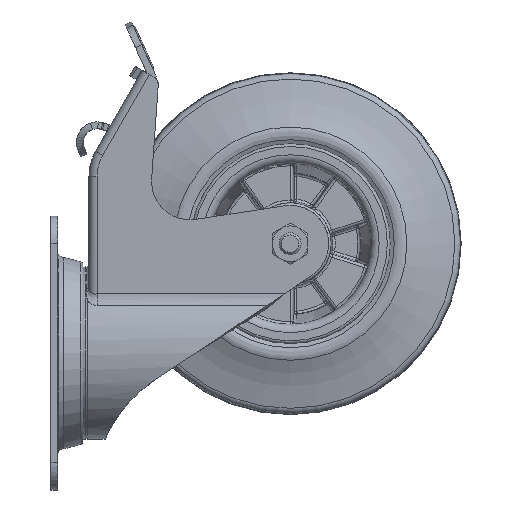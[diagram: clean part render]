
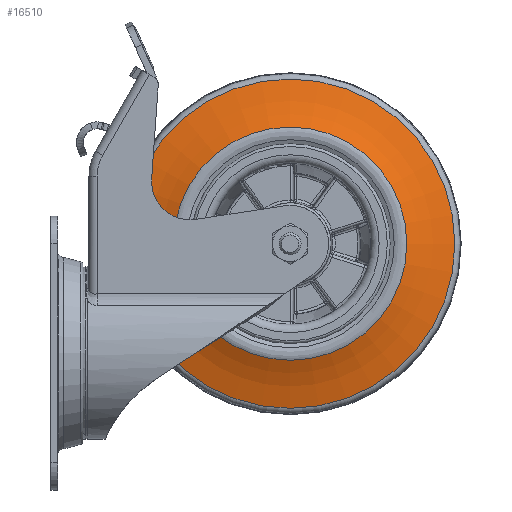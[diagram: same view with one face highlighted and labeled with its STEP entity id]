
A CAD part, left-side view. The second image highlights one B-rep face of the part: STEP entity #16510.
In plain terms, the highlighted toroidal (fillet/blend) face has major radius 74.179 mm and minor radius 70 mm.
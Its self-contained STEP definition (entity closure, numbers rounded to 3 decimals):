
#849=TOROIDAL_SURFACE('',#17575,74.179,70.);
#3401=FACE_BOUND('',#4574,.T.);
#3539=FACE_OUTER_BOUND('',#4573,.T.);
#4573=EDGE_LOOP('',(#11080));
#4574=EDGE_LOOP('',(#11081));
#5673=CIRCLE('',#17576,42.611);
#5674=CIRCLE('',#17577,60.165);
#6648=VERTEX_POINT('',#24344);
#6649=VERTEX_POINT('',#24346);
#8370=EDGE_CURVE('',#6648,#6648,#5673,.T.);
#8371=EDGE_CURVE('',#6649,#6649,#5674,.T.);
#11080=ORIENTED_EDGE('',*,*,#8370,.F.);
#11081=ORIENTED_EDGE('',*,*,#8371,.F.);
#16510=ADVANCED_FACE('',(#3539,#3401),#849,.F.);
#17575=AXIS2_PLACEMENT_3D('',#24343,#19536,#19537);
#17576=AXIS2_PLACEMENT_3D('',#24345,#19538,#19539);
#17577=AXIS2_PLACEMENT_3D('',#24347,#19540,#19541);
#19536=DIRECTION('center_axis',(1.,0.,0.));
#19537=DIRECTION('ref_axis',(0.,0.,-1.));
#19538=DIRECTION('center_axis',(-1.,0.,0.));
#19539=DIRECTION('ref_axis',(0.,-1.,0.));
#19540=DIRECTION('center_axis',(1.,0.,0.));
#19541=DIRECTION('ref_axis',(0.,-1.,0.));
#24343=CARTESIAN_POINT('Origin',(-80.282,-87.5,40.));
#24344=CARTESIAN_POINT('',(-17.804,-130.111,40.));
#24345=CARTESIAN_POINT('Origin',(-17.804,-87.5,40.));
#24346=CARTESIAN_POINT('',(-11.699,-147.665,40.));
#24347=CARTESIAN_POINT('Origin',(-11.699,-87.5,40.));
